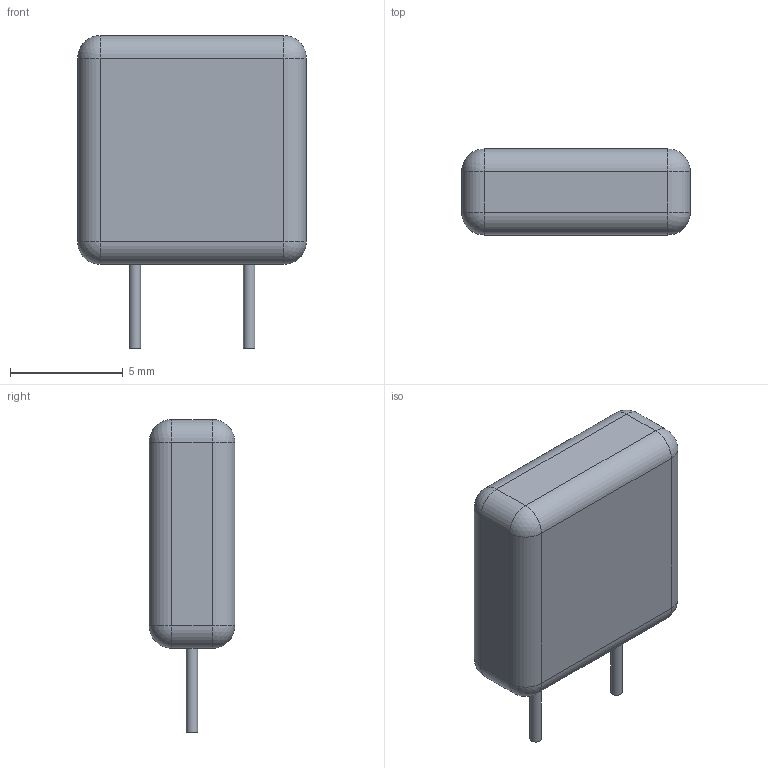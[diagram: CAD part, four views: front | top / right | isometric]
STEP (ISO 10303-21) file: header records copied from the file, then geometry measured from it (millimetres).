
FILE_DESCRIPTION(/* description */ (''),/* implementation_level */ '2;1');
FILE_NAME(/* name */ 'CAPRR508-381X1016X1016_3d.stp',/* time_stamp */ '2017-03-02T15:20:38+01:00',/* author */ ('bcivel'),/* organization */ (''),/* preprocessor_version */ 'ST-DEVELOPER v16.1',/* originating_system */ 'AutoCAD Mechanical',/* authorisation */ '');
FILE_SCHEMA (('AUTOMOTIVE_DESIGN { 1 0 10303 214 3 1 1 }'));
Length unit declared in the file: millimetre
Products named in the file (1): Product
Bounding box: 10.16 x 3.81 x 13.9 mm (x, y, z)
Volume: 375.5 mm3; surface area: 331.7 mm2
Topology: 3 solids, 3 shells, 32 faces, 56 edges, 30 vertices
Faces by surface type: cylinder 14, plane 10, sphere 8
Full cylindrical faces by diameter (mm): 0.508 x2
Entity records: 761 total; most frequent: DIRECTION 146, CARTESIAN_POINT 113, ORIENTED_EDGE 104, AXIS2_PLACEMENT_3D 61, EDGE_CURVE 52, EDGE_LOOP 34, FACE_OUTER_BOUND 32, ADVANCED_FACE 32
